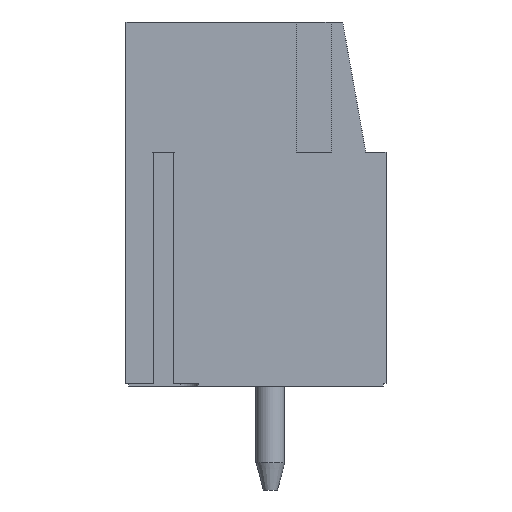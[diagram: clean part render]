
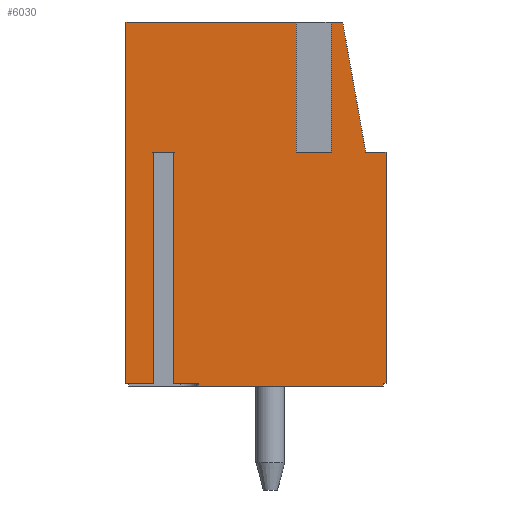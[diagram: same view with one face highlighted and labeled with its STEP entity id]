
A CAD part, left-side view. The second image highlights one B-rep face of the part: STEP entity #6030.
In plain terms, the highlighted planar face has unit normal (-1, 0, 0).
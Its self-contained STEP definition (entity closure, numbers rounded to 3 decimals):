
#779=ORIENTED_EDGE('',*,*,#2350,.F.);
#780=ORIENTED_EDGE('',*,*,#2351,.T.);
#781=ORIENTED_EDGE('',*,*,#2352,.T.);
#782=ORIENTED_EDGE('',*,*,#2261,.F.);
#783=ORIENTED_EDGE('',*,*,#2353,.T.);
#784=ORIENTED_EDGE('',*,*,#2309,.T.);
#785=ORIENTED_EDGE('',*,*,#2354,.F.);
#786=ORIENTED_EDGE('',*,*,#2355,.F.);
#787=ORIENTED_EDGE('',*,*,#2356,.T.);
#788=ORIENTED_EDGE('',*,*,#2335,.T.);
#789=ORIENTED_EDGE('',*,*,#2357,.F.);
#790=ORIENTED_EDGE('',*,*,#2358,.F.);
#791=ORIENTED_EDGE('',*,*,#2359,.T.);
#792=ORIENTED_EDGE('',*,*,#2300,.T.);
#793=ORIENTED_EDGE('',*,*,#2360,.F.);
#794=ORIENTED_EDGE('',*,*,#2361,.T.);
#795=ORIENTED_EDGE('',*,*,#2362,.T.);
#796=ORIENTED_EDGE('',*,*,#2265,.F.);
#2261=EDGE_CURVE('',#3072,#3073,#3645,.T.);
#2265=EDGE_CURVE('',#3076,#3077,#3649,.T.);
#2300=EDGE_CURVE('',#3109,#3108,#3679,.T.);
#2309=EDGE_CURVE('',#3118,#3117,#3687,.T.);
#2335=EDGE_CURVE('',#3144,#3142,#3710,.T.);
#2350=EDGE_CURVE('',#3153,#3076,#3725,.T.);
#2351=EDGE_CURVE('',#3153,#3154,#3726,.T.);
#2352=EDGE_CURVE('',#3154,#3073,#3727,.T.);
#2353=EDGE_CURVE('',#3072,#3118,#3728,.T.);
#2354=EDGE_CURVE('',#3155,#3117,#3729,.T.);
#2355=EDGE_CURVE('',#3156,#3155,#3730,.T.);
#2356=EDGE_CURVE('',#3156,#3144,#3731,.T.);
#2357=EDGE_CURVE('',#3157,#3142,#3732,.T.);
#2358=EDGE_CURVE('',#3158,#3157,#3733,.T.);
#2359=EDGE_CURVE('',#3158,#3109,#3734,.T.);
#2360=EDGE_CURVE('',#3159,#3108,#3735,.T.);
#2361=EDGE_CURVE('',#3159,#3160,#3736,.T.);
#2362=EDGE_CURVE('',#3160,#3077,#3737,.T.);
#3072=VERTEX_POINT('',#9387);
#3073=VERTEX_POINT('',#9389);
#3076=VERTEX_POINT('',#9395);
#3077=VERTEX_POINT('',#9397);
#3108=VERTEX_POINT('',#9465);
#3109=VERTEX_POINT('',#9467);
#3117=VERTEX_POINT('',#9483);
#3118=VERTEX_POINT('',#9485);
#3142=VERTEX_POINT('',#9535);
#3144=VERTEX_POINT('',#9538);
#3153=VERTEX_POINT('',#9564);
#3154=VERTEX_POINT('',#9566);
#3155=VERTEX_POINT('',#9570);
#3156=VERTEX_POINT('',#9572);
#3157=VERTEX_POINT('',#9575);
#3158=VERTEX_POINT('',#9577);
#3159=VERTEX_POINT('',#9580);
#3160=VERTEX_POINT('',#9582);
#3645=LINE('',#9388,#4309);
#3649=LINE('',#9396,#4313);
#3679=LINE('',#9466,#4343);
#3687=LINE('',#9484,#4351);
#3710=LINE('',#9537,#4374);
#3725=LINE('',#9563,#4389);
#3726=LINE('',#9565,#4390);
#3727=LINE('',#9567,#4391);
#3728=LINE('',#9568,#4392);
#3729=LINE('',#9569,#4393);
#3730=LINE('',#9571,#4394);
#3731=LINE('',#9573,#4395);
#3732=LINE('',#9574,#4396);
#3733=LINE('',#9576,#4397);
#3734=LINE('',#9578,#4398);
#3735=LINE('',#9579,#4399);
#3736=LINE('',#9581,#4400);
#3737=LINE('',#9583,#4401);
#4309=VECTOR('',#7601,1000.);
#4313=VECTOR('',#7605,1000.);
#4343=VECTOR('',#7651,1000.);
#4351=VECTOR('',#7661,1000.);
#4374=VECTOR('',#7692,1000.);
#4389=VECTOR('',#7711,1000.);
#4390=VECTOR('',#7712,1000.);
#4391=VECTOR('',#7713,1000.);
#4392=VECTOR('',#7714,1000.);
#4393=VECTOR('',#7715,1000.);
#4394=VECTOR('',#7716,1000.);
#4395=VECTOR('',#7717,1000.);
#4396=VECTOR('',#7718,1000.);
#4397=VECTOR('',#7719,1000.);
#4398=VECTOR('',#7720,1000.);
#4399=VECTOR('',#7721,1000.);
#4400=VECTOR('',#7722,1000.);
#4401=VECTOR('',#7723,1000.);
#4942=EDGE_LOOP('',(#779,#780,#781,#782,#783,#784,#785,#786,#787,#788,#789,
#790,#791,#792,#793,#794,#795,#796));
#5366=FACE_BOUND('',#4942,.T.);
#5750=PLANE('',#6816);
#6030=ADVANCED_FACE('',(#5366),#5750,.F.);
#6816=AXIS2_PLACEMENT_3D('',#9562,#7709,#7710);
#7601=DIRECTION('',(0.,-1.,0.));
#7605=DIRECTION('',(0.,-1.,0.));
#7651=DIRECTION('',(0.,-1.,0.));
#7661=DIRECTION('',(0.,-1.,0.));
#7692=DIRECTION('',(0.,-1.,0.));
#7709=DIRECTION('',(1.,0.,0.));
#7710=DIRECTION('',(0.,0.,-1.));
#7711=DIRECTION('',(0.,0.,1.));
#7712=DIRECTION('',(0.,1.,0.));
#7713=DIRECTION('',(0.,0.,1.));
#7714=DIRECTION('',(0.,0.,-1.));
#7715=DIRECTION('',(0.,0.,-1.));
#7716=DIRECTION('',(0.,1.,0.));
#7717=DIRECTION('',(0.,0.,-1.));
#7718=DIRECTION('',(0.,0.,1.));
#7719=DIRECTION('',(0.,1.,0.));
#7720=DIRECTION('',(0.,0.,1.));
#7721=DIRECTION('',(0.,0.,-1.));
#7722=DIRECTION('',(0.,1.,0.));
#7723=DIRECTION('',(0.,0.175,0.985));
#9387=CARTESIAN_POINT('',(-7.5,5.,12.5));
#9388=CARTESIAN_POINT('',(-7.5,5.,12.5));
#9389=CARTESIAN_POINT('',(-7.5,-1.15,12.5));
#9395=CARTESIAN_POINT('',(-7.5,-1.85,12.5));
#9396=CARTESIAN_POINT('',(-7.5,5.,12.5));
#9397=CARTESIAN_POINT('',(-7.5,-2.5,12.5));
#9465=CARTESIAN_POINT('',(-7.5,-4.,0.));
#9466=CARTESIAN_POINT('',(-7.5,5.,0.));
#9467=CARTESIAN_POINT('',(-7.5,-3.9,0.));
#9483=CARTESIAN_POINT('',(-7.5,4.05,0.));
#9484=CARTESIAN_POINT('',(-7.5,5.,0.));
#9485=CARTESIAN_POINT('',(-7.5,5.,0.));
#9535=CARTESIAN_POINT('',(-7.5,2.5,0.));
#9537=CARTESIAN_POINT('',(-7.5,5.,0.));
#9538=CARTESIAN_POINT('',(-7.5,3.35,0.));
#9562=CARTESIAN_POINT('',(-7.5,5.,12.5));
#9563=CARTESIAN_POINT('',(-7.5,-1.85,8.));
#9564=CARTESIAN_POINT('',(-7.5,-1.85,8.));
#9565=CARTESIAN_POINT('',(-7.5,-1.85,8.));
#9566=CARTESIAN_POINT('',(-7.5,-1.15,8.));
#9567=CARTESIAN_POINT('',(-7.5,-1.15,8.));
#9568=CARTESIAN_POINT('',(-7.5,5.,12.5));
#9569=CARTESIAN_POINT('',(-7.5,4.05,8.));
#9570=CARTESIAN_POINT('',(-7.5,4.05,8.));
#9571=CARTESIAN_POINT('',(-7.5,3.35,8.));
#9572=CARTESIAN_POINT('',(-7.5,3.35,8.));
#9573=CARTESIAN_POINT('',(-7.5,3.35,8.));
#9574=CARTESIAN_POINT('',(-7.5,2.5,-0.1));
#9575=CARTESIAN_POINT('',(-7.5,2.5,-0.1));
#9576=CARTESIAN_POINT('',(-7.5,-3.9,-0.1));
#9577=CARTESIAN_POINT('',(-7.5,-3.9,-0.1));
#9578=CARTESIAN_POINT('',(-7.5,-3.9,-0.1));
#9579=CARTESIAN_POINT('',(-7.5,-4.,12.5));
#9580=CARTESIAN_POINT('',(-7.5,-4.,8.));
#9581=CARTESIAN_POINT('',(-7.5,5.,8.));
#9582=CARTESIAN_POINT('',(-7.5,-3.3,8.));
#9583=CARTESIAN_POINT('',(-7.5,-2.27,13.792));
